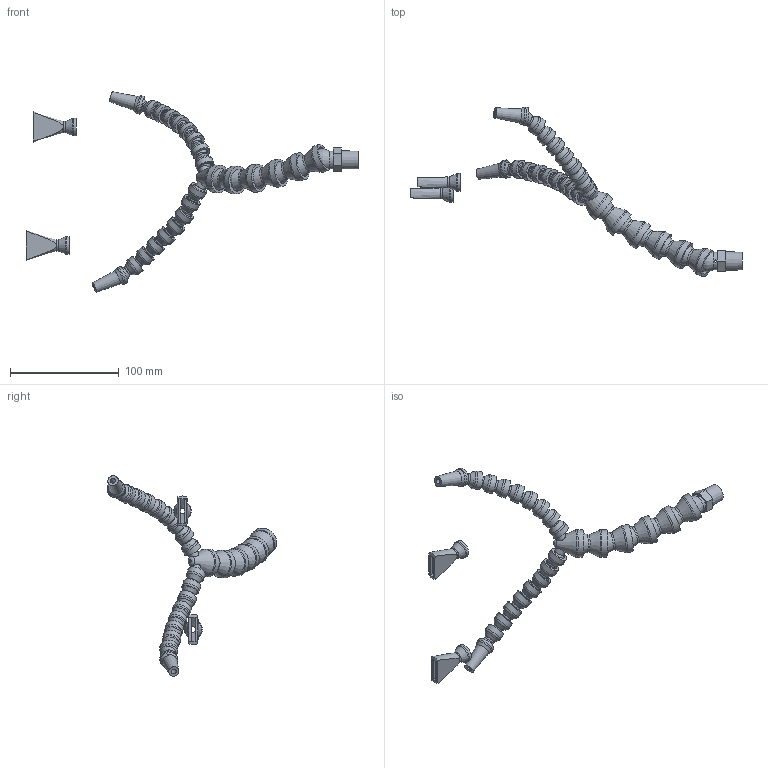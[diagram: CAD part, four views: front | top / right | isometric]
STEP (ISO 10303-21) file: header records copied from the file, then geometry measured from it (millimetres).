
FILE_DESCRIPTION((''),'2;1');
FILE_NAME('5902.stp','2008-01-24T12:06:11',('Dan Preston'),(''),'Autodesk Inventor 2008','Autodesk Inventor 2008','');
FILE_SCHEMA(('AUTOMOTIVE_DESIGN { 1 0 10303 214 1 1 1 1 }'));
Length unit declared in the file: inch
Products named in the file (7): 5902; 5901-base; 5901-segment; 5902-split segment; 5902-segment; 5902-round-nozzle; 5902-flat-nozzle
Assembly tree (27 placements, depth 2):
  5902
    5901-base
    5901-segment  x5
    5902-split segment
    5902-segment  x16
    5902-round-nozzle  x2
    5902-flat-nozzle  x2
Bounding box: 305.72 x 156.06 x 184.72 mm (x, y, z)
Volume: 75872.6 mm3; surface area: 64759.9 mm2
Topology: 27 solids, 27 shells, 368 faces, 768 edges, 427 vertices
Faces by surface type: cylinder 106, cone 93, bspline 76, plane 65, torus 26, sphere 2
Full cylindrical faces by diameter (mm): 1.984 x2, 4.826 x16, 5.08 x2, 6.096 x2, 9.144 x2, 9.906 x16, 10.16 x2, 11.176 x6, 11.43 x20, 16.256 x6, 16.51 x20, 20.32 x6, 25.4 x6
Entity records: 3423 total; most frequent: CARTESIAN_POINT 1222, DIRECTION 445, ORIENTED_EDGE 294, AXIS2_PLACEMENT_3D 206, EDGE_LOOP 182, EDGE_CURVE 147, VERTEX_POINT 123, FACE_OUTER_BOUND 100
